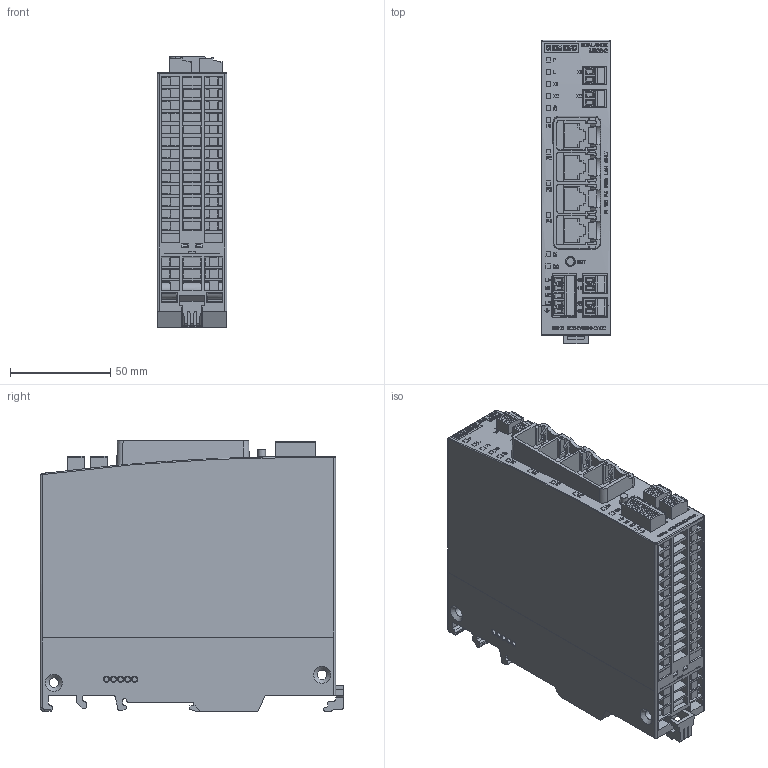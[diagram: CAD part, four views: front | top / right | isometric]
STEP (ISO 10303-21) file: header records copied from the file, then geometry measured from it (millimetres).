
FILE_DESCRIPTION (( 'STEP AP214' ), '1' );
FILE_NAME ('6GK58262AB002AB2_001_STEP4.STEP', '2014-03-12T17:18:55', ( 'temp' ), ( 'Microsoft' ), 'SwSTEP 2.0', 'SolidWorks 2013', '' );
FILE_SCHEMA (( 'AUTOMOTIVE_DESIGN' ));
Length unit declared in the file: millimetre
Products named in the file (6): Body; 6GK58262AB002AB2_001_STEP4; Beschriftung; Klemmen; C_Plug; Adapter
Assembly tree (5 placements, depth 2):
  6GK58262AB002AB2_001_STEP4
    Body
    Adapter
    C_Plug
    Klemmen
    Beschriftung
Bounding box: 34.8 x 151.04 x 134.7 mm (x, y, z)
Volume: 584169.8 mm3; surface area: 92363.4 mm2
Topology: 8 solids, 108 shells, 3060 faces, 10492 edges, 7764 vertices
Faces by surface type: plane 2396, cylinder 565, cone 57, torus 32, bspline 10
Full cylindrical faces by diameter (mm): 0.45 x24, 1.6 x20, 2 x2, 2.9 x13, 3.8 x1, 4.771 x2, 4.9 x1
Entity records: 129025 total; most frequent: CARTESIAN_POINT 27274, ORIENTED_EDGE 18521, DIRECTION 16144, EDGE_CURVE 10396, LINE 7758, VECTOR 7758, VERTEX_POINT 7747, AXIS2_PLACEMENT_3D 4193
